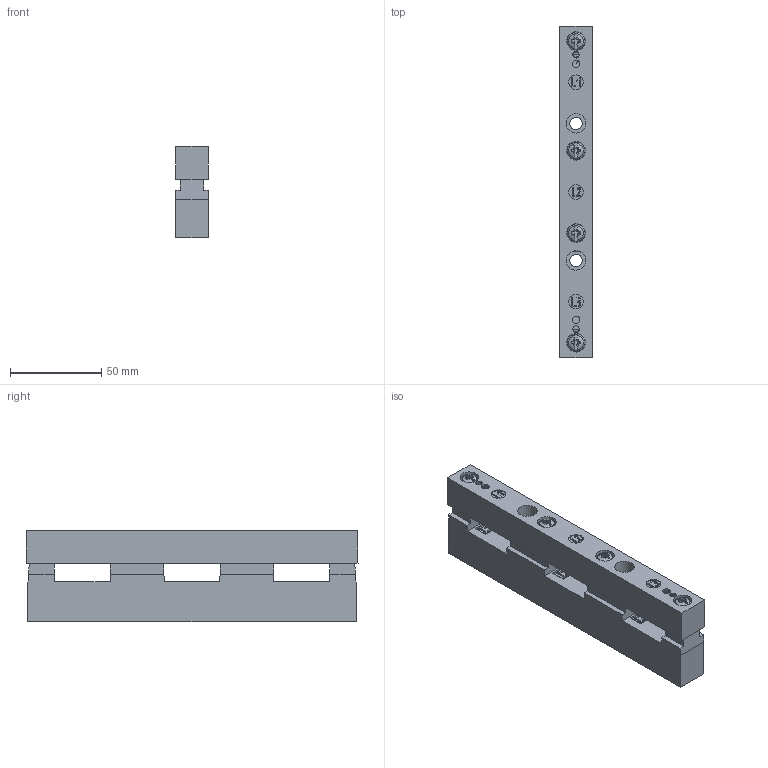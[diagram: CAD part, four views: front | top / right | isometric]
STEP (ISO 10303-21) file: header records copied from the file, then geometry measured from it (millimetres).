
FILE_DESCRIPTION((''),'2;1');
FILE_NAME('G1431007_L_SAMMELSCHIENENTRAEGE_ASM','2023-11-22T12:31:26',('klemen.sitar'),('Audax d.o.o.'),'CREO PARAMETRIC BY PTC INC, 2021304','CREO PARAMETRIC BY PTC INC, 2021304','');
FILE_SCHEMA(('AP242_MANAGED_MODEL_BASED_3D_ENGINEERING_MIM_LF { 1 0 10303 442 1 1 4 }'));
Length unit declared in the file: millimetre
Products named in the file (4): 33675_03_L_SST-UNTERTEIL_3-POLI; 33676_L_SST-OBERTEIL_3-POLIG-SS; 67481_EJOT-PT-SCHRAUBE; G1431007_L_SAMMELSCHIENENTRAEGE_ASM
Assembly tree (6 placements, depth 2):
  G1431007_L_SAMMELSCHIENENTRAEGE_ASM
    33675_03_L_SST-UNTERTEIL_3-POLI
    33676_L_SST-OBERTEIL_3-POLIG-SS
    67481_EJOT-PT-SCHRAUBE  x4
Bounding box: 18 x 181.6 x 50.22 mm (x, y, z)
Volume: 90529.6 mm3; surface area: 50188.5 mm2
Topology: 6 solids, 6 shells, 932 faces, 2204 edges, 1316 vertices
Faces by surface type: plane 682, cylinder 112, torus 94, cone 32, sphere 12
Entity records: 22180 total; most frequent: CARTESIAN_POINT 2692, DIRECTION 2523, ORIENTED_EDGE 2454, PRESENTATION_STYLE_ASSIGNMENT 1715, STYLED_ITEM 1715, CURVE_STYLE 1227, EDGE_CURVE 1227, VECTOR 841
